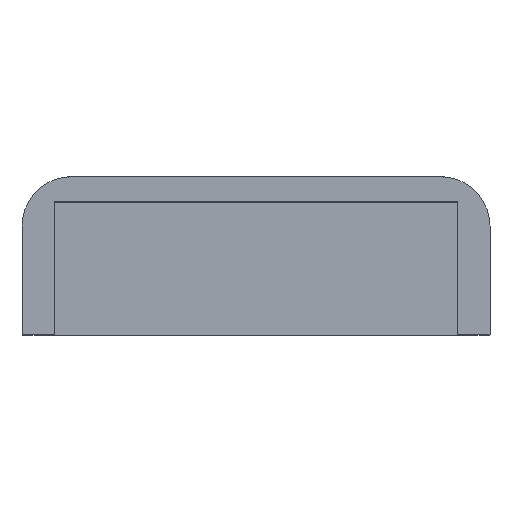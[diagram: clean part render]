
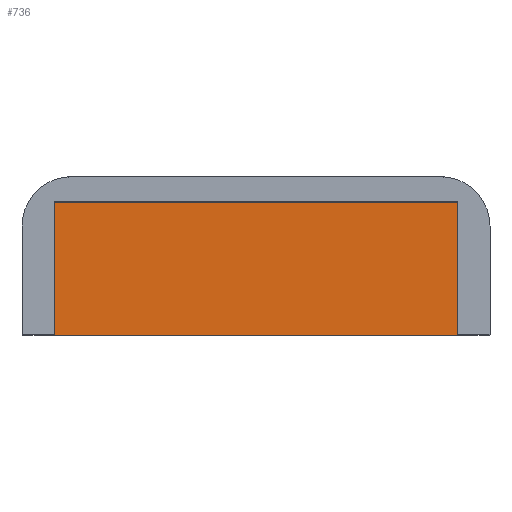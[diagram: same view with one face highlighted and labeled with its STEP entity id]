
A CAD part, top view. The second image highlights one B-rep face of the part: STEP entity #736.
In plain terms, the highlighted planar face has unit normal (0, 0, 1).
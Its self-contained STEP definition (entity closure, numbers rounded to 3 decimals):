
#20 = EDGE_CURVE ( 'NONE', #793, #2608, #884, .T. ) ;
#24 = EDGE_CURVE ( 'NONE', #716, #793, #3463, .T. ) ;
#31 = AXIS2_PLACEMENT_3D ( 'NONE', #805, #2461, #2795 ) ;
#156 = VECTOR ( 'NONE', #3150, 1000. ) ;
#205 = CARTESIAN_POINT ( 'NONE',  ( 0., 27., -82. ) ) ;
#500 = EDGE_CURVE ( 'NONE', #716, #1497, #1854, .T. ) ;
#573 = VECTOR ( 'NONE', #2475, 1000. ) ;
#578 = DIRECTION ( 'NONE',  ( 0., -1., 0. ) ) ;
#716 = VERTEX_POINT ( 'NONE', #205 ) ;
#736 = ADVANCED_FACE ( 'NONE', ( #3024 ), #3363, .F. ) ;
#793 = VERTEX_POINT ( 'NONE', #1188 ) ;
#805 = CARTESIAN_POINT ( 'NONE',  ( 0., 27., -82. ) ) ;
#873 = LINE ( 'NONE', #3473, #895 ) ;
#884 = LINE ( 'NONE', #2176, #4156 ) ;
#895 = VECTOR ( 'NONE', #578, 1000. ) ;
#927 = CARTESIAN_POINT ( 'NONE',  ( 0., 27., -82. ) ) ;
#1188 = CARTESIAN_POINT ( 'NONE',  ( 0., 0., -82. ) ) ;
#1497 = VERTEX_POINT ( 'NONE', #2346 ) ;
#1782 = ORIENTED_EDGE ( 'NONE', *, *, #500, .F. ) ;
#1854 = LINE ( 'NONE', #927, #573 ) ;
#2176 = CARTESIAN_POINT ( 'NONE',  ( 0., 0., -82. ) ) ;
#2198 = CARTESIAN_POINT ( 'NONE',  ( 0., 27., -82. ) ) ;
#2224 = EDGE_LOOP ( 'NONE', ( #3237, #3500, #1782, #3576 ) ) ;
#2346 = CARTESIAN_POINT ( 'NONE',  ( 82., 27., -82. ) ) ;
#2362 = EDGE_CURVE ( 'NONE', #1497, #2608, #873, .T. ) ;
#2392 = CARTESIAN_POINT ( 'NONE',  ( 82., 0., -82. ) ) ;
#2461 = DIRECTION ( 'NONE',  ( 0., 0., -1. ) ) ;
#2475 = DIRECTION ( 'NONE',  ( 1., 0., 0. ) ) ;
#2516 = DIRECTION ( 'NONE',  ( 1., 0., 0. ) ) ;
#2608 = VERTEX_POINT ( 'NONE', #2392 ) ;
#2795 = DIRECTION ( 'NONE',  ( -1., 0., 0. ) ) ;
#3024 = FACE_OUTER_BOUND ( 'NONE', #2224, .T. ) ;
#3150 = DIRECTION ( 'NONE',  ( 0., -1., 0. ) ) ;
#3237 = ORIENTED_EDGE ( 'NONE', *, *, #20, .T. ) ;
#3363 = PLANE ( 'NONE',  #31 ) ;
#3463 = LINE ( 'NONE', #2198, #156 ) ;
#3473 = CARTESIAN_POINT ( 'NONE',  ( 82., 27., -82. ) ) ;
#3500 = ORIENTED_EDGE ( 'NONE', *, *, #2362, .F. ) ;
#3576 = ORIENTED_EDGE ( 'NONE', *, *, #24, .T. ) ;
#4156 = VECTOR ( 'NONE', #2516, 1000. ) ;
